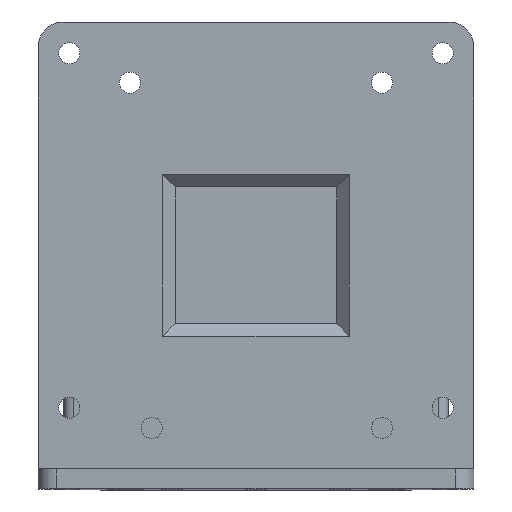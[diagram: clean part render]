
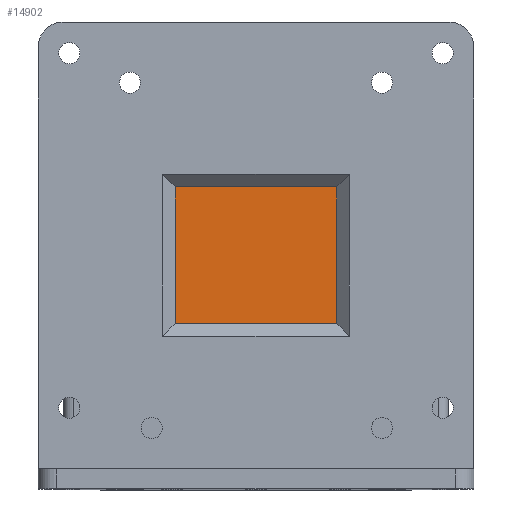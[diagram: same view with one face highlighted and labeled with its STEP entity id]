
A CAD part, top view. The second image highlights one B-rep face of the part: STEP entity #14902.
In plain terms, the highlighted planar face has unit normal (0, 0, 1).
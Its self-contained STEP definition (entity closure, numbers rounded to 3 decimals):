
#14271 = PLANE('',#14272);
#14272 = AXIS2_PLACEMENT_3D('',#14273,#14274,#14275);
#14273 = CARTESIAN_POINT('',(-13.,48.5,94.8));
#14274 = DIRECTION('',(0.,-1.,0.));
#14275 = DIRECTION('',(1.,0.,0.));
#14325 = PLANE('',#14326);
#14326 = AXIS2_PLACEMENT_3D('',#14327,#14328,#14329);
#14327 = CARTESIAN_POINT('',(-13.,26.5,94.8));
#14328 = DIRECTION('',(1.,0.,0.));
#14329 = DIRECTION('',(0.,1.,0.));
#14379 = PLANE('',#14380);
#14380 = AXIS2_PLACEMENT_3D('',#14381,#14382,#14383);
#14381 = CARTESIAN_POINT('',(13.,48.5,94.8));
#14382 = DIRECTION('',(-1.,0.,0.));
#14383 = DIRECTION('',(0.,-1.,0.));
#14411 = PLANE('',#14412);
#14412 = AXIS2_PLACEMENT_3D('',#14413,#14414,#14415);
#14413 = CARTESIAN_POINT('',(13.,26.5,94.8));
#14414 = DIRECTION('',(0.,1.,0.));
#14415 = DIRECTION('',(-1.,0.,0.));
#14664 = VERTEX_POINT('',#14665);
#14665 = CARTESIAN_POINT('',(13.,48.5,-4.2));
#14688 = VERTEX_POINT('',#14689);
#14689 = CARTESIAN_POINT('',(-13.,48.5,-4.2));
#14710 = EDGE_CURVE('',#14688,#14664,#14711,.T.);
#14711 = SURFACE_CURVE('',#14712,(#14716,#14723),.PCURVE_S1.);
#14712 = LINE('',#14713,#14714);
#14713 = CARTESIAN_POINT('',(-6.5,48.5,-4.2));
#14714 = VECTOR('',#14715,1.);
#14715 = DIRECTION('',(1.,0.,0.));
#14716 = PCURVE('',#14271,#14717);
#14717 = DEFINITIONAL_REPRESENTATION('',(#14718),#14722);
#14718 = LINE('',#14719,#14720);
#14719 = CARTESIAN_POINT('',(6.5,-99.));
#14720 = VECTOR('',#14721,1.);
#14721 = DIRECTION('',(1.,0.));
#14722 = ( GEOMETRIC_REPRESENTATION_CONTEXT(2) 
PARAMETRIC_REPRESENTATION_CONTEXT() REPRESENTATION_CONTEXT('2D SPACE',''
  ) );
#14723 = PCURVE('',#14724,#14729);
#14724 = PLANE('',#14725);
#14725 = AXIS2_PLACEMENT_3D('',#14726,#14727,#14728);
#14726 = CARTESIAN_POINT('',(0.,37.5,-4.2));
#14727 = DIRECTION('',(-0.,-0.,-1.));
#14728 = DIRECTION('',(-1.,0.,0.));
#14729 = DEFINITIONAL_REPRESENTATION('',(#14730),#14734);
#14730 = LINE('',#14731,#14732);
#14731 = CARTESIAN_POINT('',(6.5,11.));
#14732 = VECTOR('',#14733,1.);
#14733 = DIRECTION('',(-1.,0.));
#14734 = ( GEOMETRIC_REPRESENTATION_CONTEXT(2) 
PARAMETRIC_REPRESENTATION_CONTEXT() REPRESENTATION_CONTEXT('2D SPACE',''
  ) );
#14742 = VERTEX_POINT('',#14743);
#14743 = CARTESIAN_POINT('',(-13.,26.5,-4.2));
#14764 = EDGE_CURVE('',#14742,#14688,#14765,.T.);
#14765 = SURFACE_CURVE('',#14766,(#14770,#14777),.PCURVE_S1.);
#14766 = LINE('',#14767,#14768);
#14767 = CARTESIAN_POINT('',(-13.,32.,-4.2));
#14768 = VECTOR('',#14769,1.);
#14769 = DIRECTION('',(0.,1.,0.));
#14770 = PCURVE('',#14325,#14771);
#14771 = DEFINITIONAL_REPRESENTATION('',(#14772),#14776);
#14772 = LINE('',#14773,#14774);
#14773 = CARTESIAN_POINT('',(5.5,-99.));
#14774 = VECTOR('',#14775,1.);
#14775 = DIRECTION('',(1.,0.));
#14776 = ( GEOMETRIC_REPRESENTATION_CONTEXT(2) 
PARAMETRIC_REPRESENTATION_CONTEXT() REPRESENTATION_CONTEXT('2D SPACE',''
  ) );
#14777 = PCURVE('',#14724,#14778);
#14778 = DEFINITIONAL_REPRESENTATION('',(#14779),#14783);
#14779 = LINE('',#14780,#14781);
#14780 = CARTESIAN_POINT('',(13.,-5.5));
#14781 = VECTOR('',#14782,1.);
#14782 = DIRECTION('',(0.,1.));
#14783 = ( GEOMETRIC_REPRESENTATION_CONTEXT(2) 
PARAMETRIC_REPRESENTATION_CONTEXT() REPRESENTATION_CONTEXT('2D SPACE',''
  ) );
#14789 = VERTEX_POINT('',#14790);
#14790 = CARTESIAN_POINT('',(13.,26.5,-4.2));
#14813 = EDGE_CURVE('',#14664,#14789,#14814,.T.);
#14814 = SURFACE_CURVE('',#14815,(#14819,#14826),.PCURVE_S1.);
#14815 = LINE('',#14816,#14817);
#14816 = CARTESIAN_POINT('',(13.,43.,-4.2));
#14817 = VECTOR('',#14818,1.);
#14818 = DIRECTION('',(0.,-1.,0.));
#14819 = PCURVE('',#14379,#14820);
#14820 = DEFINITIONAL_REPRESENTATION('',(#14821),#14825);
#14821 = LINE('',#14822,#14823);
#14822 = CARTESIAN_POINT('',(5.5,-99.));
#14823 = VECTOR('',#14824,1.);
#14824 = DIRECTION('',(1.,0.));
#14825 = ( GEOMETRIC_REPRESENTATION_CONTEXT(2) 
PARAMETRIC_REPRESENTATION_CONTEXT() REPRESENTATION_CONTEXT('2D SPACE',''
  ) );
#14826 = PCURVE('',#14724,#14827);
#14827 = DEFINITIONAL_REPRESENTATION('',(#14828),#14832);
#14828 = LINE('',#14829,#14830);
#14829 = CARTESIAN_POINT('',(-13.,5.5));
#14830 = VECTOR('',#14831,1.);
#14831 = DIRECTION('',(0.,-1.));
#14832 = ( GEOMETRIC_REPRESENTATION_CONTEXT(2) 
PARAMETRIC_REPRESENTATION_CONTEXT() REPRESENTATION_CONTEXT('2D SPACE',''
  ) );
#14840 = EDGE_CURVE('',#14789,#14742,#14841,.T.);
#14841 = SURFACE_CURVE('',#14842,(#14846,#14853),.PCURVE_S1.);
#14842 = LINE('',#14843,#14844);
#14843 = CARTESIAN_POINT('',(6.5,26.5,-4.2));
#14844 = VECTOR('',#14845,1.);
#14845 = DIRECTION('',(-1.,0.,0.));
#14846 = PCURVE('',#14411,#14847);
#14847 = DEFINITIONAL_REPRESENTATION('',(#14848),#14852);
#14848 = LINE('',#14849,#14850);
#14849 = CARTESIAN_POINT('',(6.5,-99.));
#14850 = VECTOR('',#14851,1.);
#14851 = DIRECTION('',(1.,0.));
#14852 = ( GEOMETRIC_REPRESENTATION_CONTEXT(2) 
PARAMETRIC_REPRESENTATION_CONTEXT() REPRESENTATION_CONTEXT('2D SPACE',''
  ) );
#14853 = PCURVE('',#14724,#14854);
#14854 = DEFINITIONAL_REPRESENTATION('',(#14855),#14859);
#14855 = LINE('',#14856,#14857);
#14856 = CARTESIAN_POINT('',(-6.5,-11.));
#14857 = VECTOR('',#14858,1.);
#14858 = DIRECTION('',(1.,0.));
#14859 = ( GEOMETRIC_REPRESENTATION_CONTEXT(2) 
PARAMETRIC_REPRESENTATION_CONTEXT() REPRESENTATION_CONTEXT('2D SPACE',''
  ) );
#14902 = ADVANCED_FACE('',(#14903),#14724,.F.);
#14903 = FACE_BOUND('',#14904,.F.);
#14904 = EDGE_LOOP('',(#14905,#14906,#14907,#14908));
#14905 = ORIENTED_EDGE('',*,*,#14840,.T.);
#14906 = ORIENTED_EDGE('',*,*,#14764,.T.);
#14907 = ORIENTED_EDGE('',*,*,#14710,.T.);
#14908 = ORIENTED_EDGE('',*,*,#14813,.T.);
